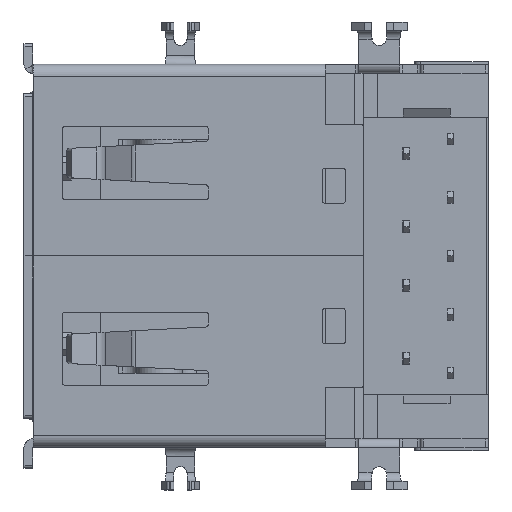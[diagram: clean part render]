
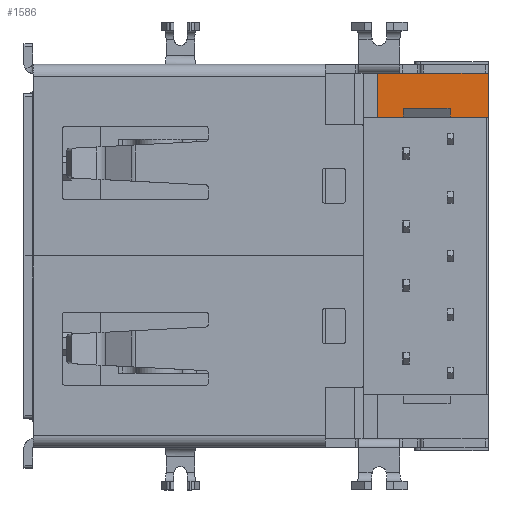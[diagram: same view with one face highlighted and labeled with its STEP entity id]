
A CAD part, top view. The second image highlights one B-rep face of the part: STEP entity #1586.
In plain terms, the highlighted planar face has unit normal (0, 0, 1).
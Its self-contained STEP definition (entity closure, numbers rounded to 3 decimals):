
#1586 = ADVANCED_FACE( '', ( #3695 ), #3696, .T. );
#3695 = FACE_OUTER_BOUND( '', #6446, .T. );
#3696 = PLANE( '', #6447 );
#6446 = EDGE_LOOP( '', ( #11075, #11076, #11077, #11078, #11079, #11080, #11081, #11082 ) );
#6447 = AXIS2_PLACEMENT_3D( '', #11083, #11084, #11085 );
#11075 = ORIENTED_EDGE( '', *, *, #17477, .F. );
#11076 = ORIENTED_EDGE( '', *, *, #18539, .F. );
#11077 = ORIENTED_EDGE( '', *, *, #18744, .T. );
#11078 = ORIENTED_EDGE( '', *, *, #18745, .F. );
#11079 = ORIENTED_EDGE( '', *, *, #18367, .F. );
#11080 = ORIENTED_EDGE( '', *, *, #17751, .F. );
#11081 = ORIENTED_EDGE( '', *, *, #18746, .F. );
#11082 = ORIENTED_EDGE( '', *, *, #18747, .F. );
#11083 = CARTESIAN_POINT( '', ( -0.985, -6.25, 1.8 ) );
#11084 = DIRECTION( '', ( 0., 0., 1. ) );
#11085 = DIRECTION( '', ( 1., 0., 0. ) );
#17477 = EDGE_CURVE( '', #21288, #21285, #21290, .T. );
#17751 = EDGE_CURVE( '', #21772, #21774, #21775, .T. );
#18367 = EDGE_CURVE( '', #21774, #22815, #22816, .T. );
#18539 = EDGE_CURVE( '', #23088, #21288, #23089, .T. );
#18744 = EDGE_CURVE( '', #23088, #23394, #23395, .T. );
#18745 = EDGE_CURVE( '', #22815, #23394, #23396, .T. );
#18746 = EDGE_CURVE( '', #23397, #21772, #23398, .T. );
#18747 = EDGE_CURVE( '', #21285, #23397, #23399, .T. );
#21285 = VERTEX_POINT( '', #26744 );
#21288 = VERTEX_POINT( '', #26748 );
#21290 = LINE( '', #26751, #26752 );
#21772 = VERTEX_POINT( '', #27442 );
#21774 = VERTEX_POINT( '', #27445 );
#21775 = LINE( '', #27446, #27447 );
#22815 = VERTEX_POINT( '', #28951 );
#22816 = LINE( '', #28952, #28953 );
#23088 = VERTEX_POINT( '', #29347 );
#23089 = LINE( '', #29348, #29349 );
#23394 = VERTEX_POINT( '', #29807 );
#23395 = LINE( '', #29808, #29809 );
#23396 = LINE( '', #29810, #29811 );
#23397 = VERTEX_POINT( '', #29812 );
#23398 = LINE( '', #29813, #29814 );
#23399 = LINE( '', #29815, #29816 );
#26744 = CARTESIAN_POINT( '', ( 1.485, 5.05, 1.8 ) );
#26748 = CARTESIAN_POINT( '', ( 1.485, 4.75, 1.8 ) );
#26751 = CARTESIAN_POINT( '', ( 1.485, 4.75, 1.8 ) );
#26752 = VECTOR( '', #33735, 1000. );
#27442 = CARTESIAN_POINT( '', ( -0.115, 4.75, 1.8 ) );
#27445 = CARTESIAN_POINT( '', ( -0.985, 4.75, 1.8 ) );
#27446 = CARTESIAN_POINT( '', ( -0.985, 4.75, 1.8 ) );
#27447 = VECTOR( '', #34039, 1000. );
#28951 = CARTESIAN_POINT( '', ( -0.985, 6.25, 1.8 ) );
#28952 = CARTESIAN_POINT( '', ( -0.985, -6.25, 1.8 ) );
#28953 = VECTOR( '', #34731, 1000. );
#29347 = CARTESIAN_POINT( '', ( 2.785, 4.75, 1.8 ) );
#29348 = CARTESIAN_POINT( '', ( -0.985, 4.75, 1.8 ) );
#29349 = VECTOR( '', #34902, 1000. );
#29807 = CARTESIAN_POINT( '', ( 2.785, 6.25, 1.8 ) );
#29808 = CARTESIAN_POINT( '', ( 2.785, -6.25, 1.8 ) );
#29809 = VECTOR( '', #35123, 1000. );
#29810 = CARTESIAN_POINT( '', ( -0.985, 6.25, 1.8 ) );
#29811 = VECTOR( '', #35124, 1000. );
#29812 = CARTESIAN_POINT( '', ( -0.115, 5.05, 1.8 ) );
#29813 = CARTESIAN_POINT( '', ( -0.115, 5.05, 1.8 ) );
#29814 = VECTOR( '', #35125, 1000. );
#29815 = CARTESIAN_POINT( '', ( 1.485, 5.05, 1.8 ) );
#29816 = VECTOR( '', #35126, 1000. );
#33735 = DIRECTION( '', ( 0., 1., 0. ) );
#34039 = DIRECTION( '', ( -1., 0., 0. ) );
#34731 = DIRECTION( '', ( 0., 1., 0. ) );
#34902 = DIRECTION( '', ( -1., 0., 0. ) );
#35123 = DIRECTION( '', ( 0., 1., 0. ) );
#35124 = DIRECTION( '', ( 1., 0., 0. ) );
#35125 = DIRECTION( '', ( 0., -1., 0. ) );
#35126 = DIRECTION( '', ( -1., 0., 0. ) );
